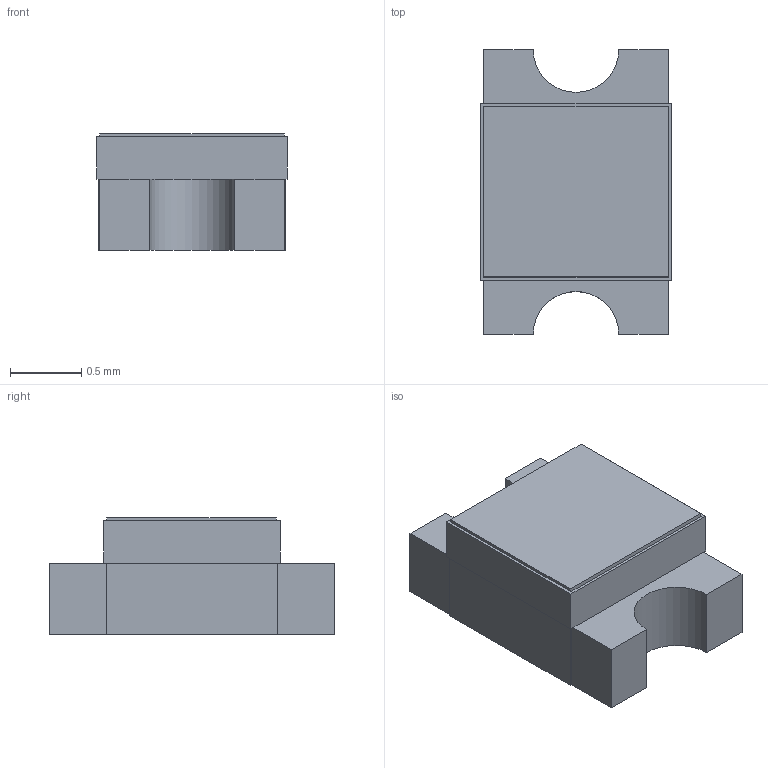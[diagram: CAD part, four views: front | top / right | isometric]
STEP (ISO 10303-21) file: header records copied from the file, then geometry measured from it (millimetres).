
FILE_DESCRIPTION(('STEP AP242'), '1');
FILE_NAME('0805_SMD_LED', '', ('UNSPECIFIED'), ('UNSPECIFIED'), 'C3D Converter', 'C3D Toolkit', '');
FILE_SCHEMA(('AP242_MANAGED_MODEL_BASED_3D_ENGINEERING_MIM_LF { 1 0 10303 442 1 1 4 }'));
Length unit declared in the file: millimetre
Bounding box: 1.34 x 2 x 0.82 mm (x, y, z)
Volume: 1.4 mm3; surface area: 14.7 mm2
Topology: 2 solids, 4 shells, 65 faces, 171 edges, 108 vertices
Faces by surface type: plane 63, cylinder 2
Entity records: 2450 total; most frequent: CARTESIAN_POINT 339, ORIENTED_EDGE 330, DIRECTION 299, EDGE_CURVE 167, LINE 163, VECTOR 163, VERTEX_POINT 108, AXIS2_PLACEMENT_3D 68
